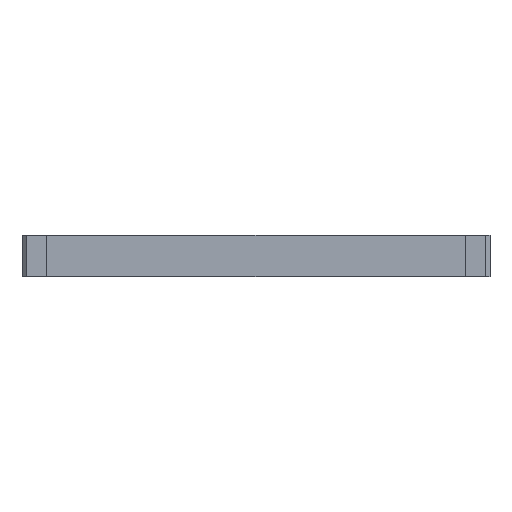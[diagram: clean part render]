
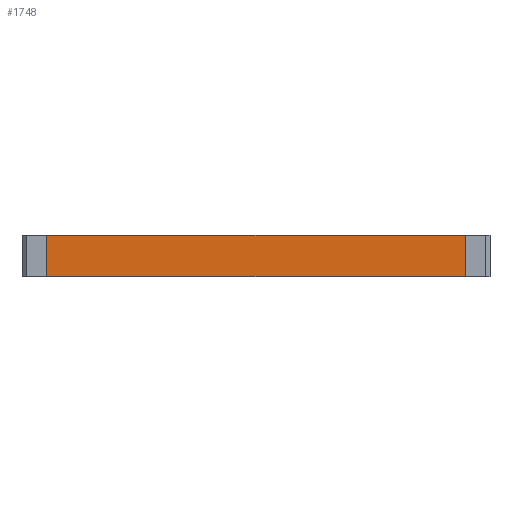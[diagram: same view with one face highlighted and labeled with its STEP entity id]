
A CAD part, top view. The second image highlights one B-rep face of the part: STEP entity #1748.
In plain terms, the highlighted planar face has unit normal (0, 0, 1).
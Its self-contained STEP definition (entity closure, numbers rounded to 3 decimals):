
#61=PLANE('',#1934);
#140=FACE_OUTER_BOUND('',#227,.T.);
#227=EDGE_LOOP('',(#1447,#1448,#1449,#1450));
#267=LINE('',#2553,#427);
#393=LINE('',#2934,#553);
#395=LINE('',#2938,#555);
#396=LINE('',#2939,#556);
#427=VECTOR('',#2020,10.);
#553=VECTOR('',#2404,10.);
#555=VECTOR('',#2408,10.);
#556=VECTOR('',#2409,10.);
#680=VERTEX_POINT('',#2550);
#681=VERTEX_POINT('',#2552);
#807=VERTEX_POINT('',#2933);
#808=VERTEX_POINT('',#2937);
#852=EDGE_CURVE('',#681,#680,#267,.T.);
#1044=EDGE_CURVE('',#681,#807,#393,.T.);
#1046=EDGE_CURVE('',#680,#808,#395,.T.);
#1047=EDGE_CURVE('',#808,#807,#396,.T.);
#1447=ORIENTED_EDGE('',*,*,#852,.T.);
#1448=ORIENTED_EDGE('',*,*,#1046,.T.);
#1449=ORIENTED_EDGE('',*,*,#1047,.T.);
#1450=ORIENTED_EDGE('',*,*,#1044,.F.);
#1748=ADVANCED_FACE('',(#140),#61,.F.);
#1934=AXIS2_PLACEMENT_3D('',#2936,#2406,#2407);
#2020=DIRECTION('',(1.,0.,0.));
#2404=DIRECTION('',(0.,1.,0.));
#2406=DIRECTION('center_axis',(0.,0.,-1.));
#2407=DIRECTION('ref_axis',(-1.,0.,0.));
#2408=DIRECTION('',(0.,1.,0.));
#2409=DIRECTION('',(-1.,0.,0.));
#2550=CARTESIAN_POINT('',(28.25,0.,19.679));
#2552=CARTESIAN_POINT('',(-22.25,0.,19.679));
#2553=CARTESIAN_POINT('',(-22.25,0.,19.679));
#2933=CARTESIAN_POINT('',(-22.25,5.,19.679));
#2934=CARTESIAN_POINT('',(-22.25,0.,19.679));
#2936=CARTESIAN_POINT('Origin',(28.25,0.,19.679));
#2937=CARTESIAN_POINT('',(28.25,5.,19.679));
#2938=CARTESIAN_POINT('',(28.25,0.,19.679));
#2939=CARTESIAN_POINT('',(-22.25,5.,19.679));
